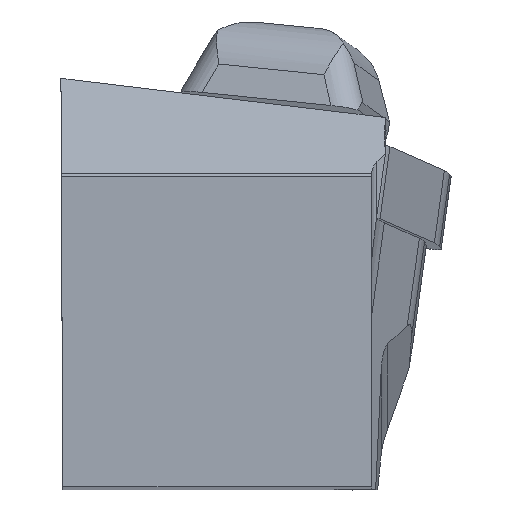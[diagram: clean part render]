
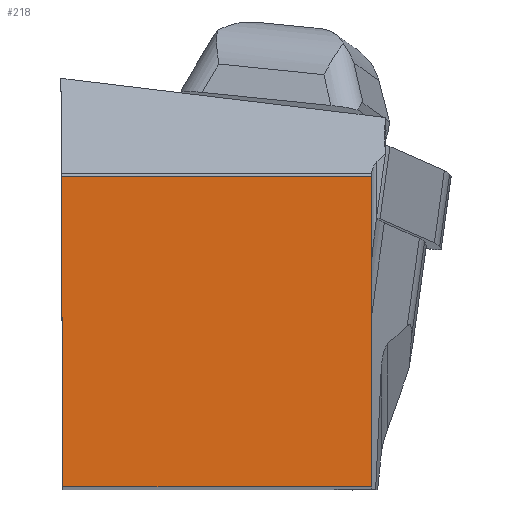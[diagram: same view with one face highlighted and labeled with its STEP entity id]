
A CAD part, top view. The second image highlights one B-rep face of the part: STEP entity #218.
In plain terms, the highlighted planar face has unit normal (0, 0, 1).
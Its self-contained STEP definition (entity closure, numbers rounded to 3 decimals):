
#218=ADVANCED_FACE('CU_BACK_SU1',(#363),#293,.F.);
#293=PLANE('',#1914);
#363=FACE_OUTER_BOUND('',#453,.T.);
#453=EDGE_LOOP('',(#763,#764,#765,#766));
#763=ORIENTED_EDGE('',*,*,#1293,.T.);
#764=ORIENTED_EDGE('',*,*,#1328,.F.);
#765=ORIENTED_EDGE('',*,*,#1329,.T.);
#766=ORIENTED_EDGE('',*,*,#1296,.T.);
#1106=VERTEX_POINT('',#2805);
#1107=VERTEX_POINT('',#2807);
#1109=VERTEX_POINT('',#2813);
#1128=VERTEX_POINT('',#2881);
#1293=EDGE_CURVE('',#1107,#1106,#1503,.T.);
#1296=EDGE_CURVE('',#1109,#1107,#1505,.T.);
#1328=EDGE_CURVE('',#1128,#1106,#1524,.T.);
#1329=EDGE_CURVE('',#1128,#1109,#1525,.T.);
#1503=LINE('',#2806,#1665);
#1505=LINE('',#2812,#1667);
#1524=LINE('',#2880,#1686);
#1525=LINE('',#2882,#1687);
#1665=VECTOR('',#2195,1.);
#1667=VECTOR('',#2201,1.);
#1686=VECTOR('',#2264,1.);
#1687=VECTOR('',#2265,1.);
#1914=AXIS2_PLACEMENT_3D('',#2883,#2266,#2267);
#2195=DIRECTION('',(1.,0.,0.));
#2201=DIRECTION('',(0.004,-1.,0.));
#2264=DIRECTION('',(0.,-1.,0.));
#2265=DIRECTION('',(-1.,0.,0.));
#2266=DIRECTION('',(0.,0.,-1.));
#2267=DIRECTION('',(0.,-1.,0.));
#2805=CARTESIAN_POINT('',(25.273,0.,0.));
#2806=CARTESIAN_POINT('',(-17.764,0.,0.));
#2807=CARTESIAN_POINT('',(0.11,0.,0.));
#2812=CARTESIAN_POINT('',(-0.066,40.35,0.));
#2813=CARTESIAN_POINT('',(0.,25.273,0.));
#2880=CARTESIAN_POINT('',(25.273,40.273,0.));
#2881=CARTESIAN_POINT('',(25.273,25.273,0.));
#2882=CARTESIAN_POINT('',(-17.764,25.273,0.));
#2883=CARTESIAN_POINT('',(-17.764,40.273,0.));
